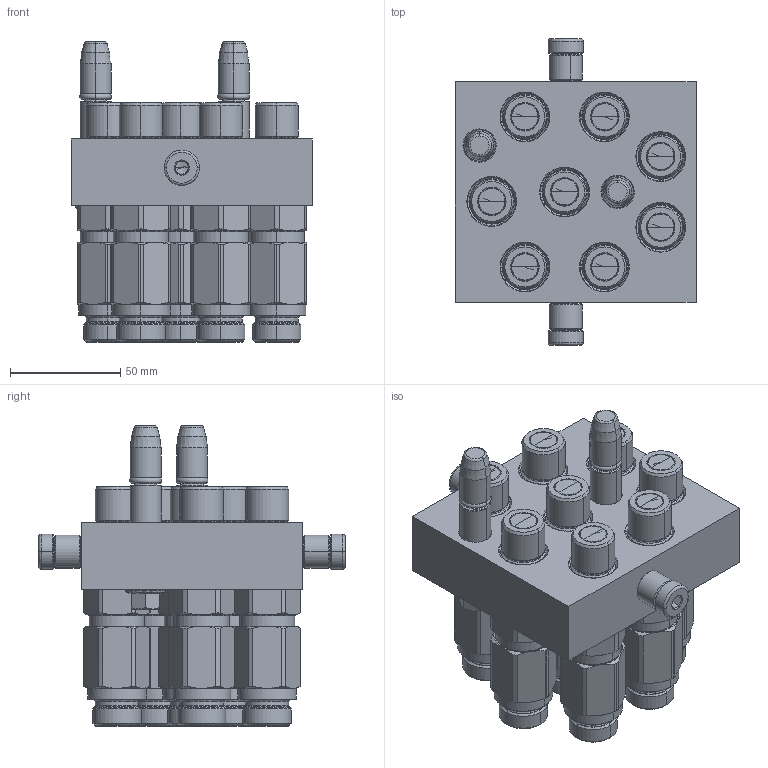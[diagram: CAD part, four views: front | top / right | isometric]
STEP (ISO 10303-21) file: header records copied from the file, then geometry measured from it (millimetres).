
FILE_DESCRIPTION (( 'STEP AP214' ), '1' );
FILE_NAME ('FASTER_DB.step', '2021-06-25T13:09:02', ( '' ), ( '' ), 'SwSTEP 2.0', 'SolidWorks 2017', '' );
FILE_SCHEMA (( 'AUTOMOTIVE_DESIGN' ));
Length unit declared in the file: millimetre
Products named in the file (11): 4830_021_0000_000; 4850_010_0000_000; P5068_M_BASE; 3ffnp38-2_22m; or2_62x9_19_m; 4830_028_1000_011; et002; FASTER_DB; 4830_013_3000_030; 1540_080_0008_000
Assembly tree (22 placements, depth 3):
  FASTER_DB
    P5068_M_BASE
      4850_010_0000_000
      4830_021_0000_000  x2
      1540_080_0008_000  x2
      4830_013_3000_030  x2
      4830_028_1000_011  x2
      or2_62x9_19_m  x2
    3ffnp38-2_22m  x8
      3ffnp38-2_22m
    et002
Bounding box: 109.3 x 138.6 x 136 mm (x, y, z)
Volume: 2873.9 mm3; surface area: 173245.6 mm2
Topology: 5 solids, 76 shells, 2397 faces, 6056 edges, 3830 vertices
Faces by surface type: plane 1179, cone 532, cylinder 496, torus 176, bspline 14
Entity records: 49417 total; most frequent: CARTESIAN_POINT 12055, ORIENTED_EDGE 7440, DIRECTION 6879, EDGE_CURVE 3763, LINE 2963, VECTOR 2963, VERTEX_POINT 2444, AXIS2_PLACEMENT_3D 1958
